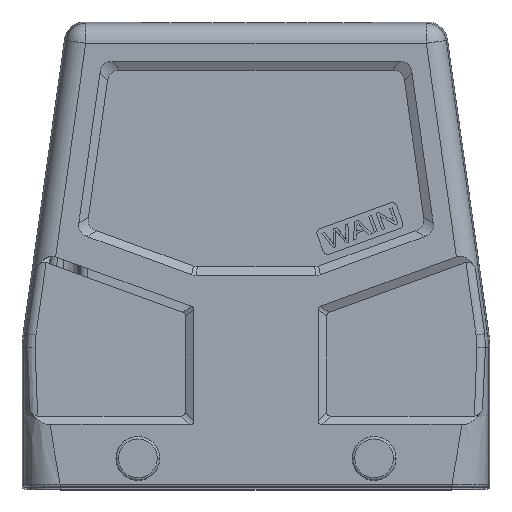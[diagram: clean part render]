
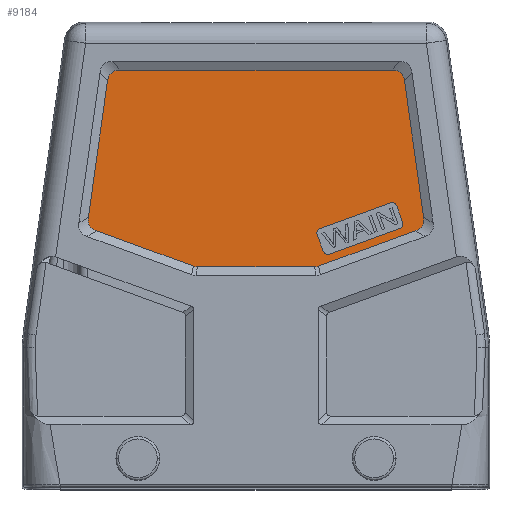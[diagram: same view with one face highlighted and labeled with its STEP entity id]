
A CAD part, top view. The second image highlights one B-rep face of the part: STEP entity #9184.
In plain terms, the highlighted planar face has unit normal (0, 0, 1).
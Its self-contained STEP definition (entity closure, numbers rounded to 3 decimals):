
#1178=DIRECTION('',(0.139,0.99,0.));
#1179=VECTOR('',#1178,27.719);
#1180=CARTESIAN_POINT('',(-33.7,7.667,40.25));
#1181=LINE('',#1180,#1179);
#1192=CARTESIAN_POINT('',(-29.843,35.116,40.25));
#1193=CARTESIAN_POINT('',(-29.742,35.833,40.25));
#1194=CARTESIAN_POINT('',(-29.202,36.879,40.25));
#1195=CARTESIAN_POINT('',(-28.091,37.268,40.25));
#1196=CARTESIAN_POINT('',(-27.367,37.268,40.25));
#1198=DIRECTION('',(1.,0.,0.));
#1199=VECTOR('',#1198,54.734);
#1200=CARTESIAN_POINT('',(-27.367,37.268,40.25));
#1201=LINE('',#1200,#1199);
#1210=DIRECTION('',(-0.94,-0.342,0.));
#1211=VECTOR('',#1210,15.);
#1212=CARTESIAN_POINT('',(28.879,5.401,40.25));
#1213=LINE('',#1212,#1211);
#1214=CARTESIAN_POINT('',(28.537,6.341,40.25));
#1215=DIRECTION('',(0.,0.,-1.));
#1216=DIRECTION('',(0.94,0.342,0.));
#1217=AXIS2_PLACEMENT_3D('',#1214,#1215,#1216);
#1219=DIRECTION('',(0.342,-0.94,0.));
#1220=VECTOR('',#1219,3.5);
#1221=CARTESIAN_POINT('',(28.279,9.972,40.25));
#1222=LINE('',#1221,#1220);
#1223=CARTESIAN_POINT('',(27.34,9.63,40.25));
#1224=DIRECTION('',(0.,0.,-1.));
#1225=DIRECTION('',(-0.342,0.94,0.));
#1226=AXIS2_PLACEMENT_3D('',#1223,#1224,#1225);
#1228=DIRECTION('',(0.94,0.342,0.));
#1229=VECTOR('',#1228,15.);
#1230=CARTESIAN_POINT('',(12.902,5.439,40.25));
#1231=LINE('',#1230,#1229);
#1232=CARTESIAN_POINT('',(13.244,4.499,40.25));
#1233=DIRECTION('',(0.,0.,-1.));
#1234=DIRECTION('',(-1.,0.,0.));
#1235=AXIS2_PLACEMENT_3D('',#1232,#1233,#1234);
#1237=CARTESIAN_POINT('',(13.244,4.499,40.25));
#1238=DIRECTION('',(0.,0.,-1.));
#1239=DIRECTION('',(-0.94,-0.342,0.));
#1240=AXIS2_PLACEMENT_3D('',#1237,#1238,#1239);
#1242=DIRECTION('',(-0.342,0.94,0.));
#1243=VECTOR('',#1242,3.5);
#1244=CARTESIAN_POINT('',(13.502,0.868,40.25));
#1245=LINE('',#1244,#1243);
#1246=CARTESIAN_POINT('',(14.441,1.21,40.25));
#1247=DIRECTION('',(0.,0.,-1.));
#1248=DIRECTION('',(0.342,-0.94,0.));
#1249=AXIS2_PLACEMENT_3D('',#1246,#1247,#1248);
#1255=DIRECTION('',(0.139,-0.99,0.));
#1256=VECTOR('',#1255,27.719);
#1257=CARTESIAN_POINT('',(29.843,35.116,40.25));
#1258=LINE('',#1257,#1256);
#1269=CARTESIAN_POINT('',(33.7,7.667,40.25));
#1270=CARTESIAN_POINT('',(33.794,6.999,40.25));
#1271=CARTESIAN_POINT('',(33.59,5.898,40.25));
#1272=CARTESIAN_POINT('',(32.714,5.2,40.25));
#1273=CARTESIAN_POINT('',(32.08,4.97,40.25));
#1279=DIRECTION('',(-0.94,-0.342,0.));
#1280=VECTOR('',#1279,20.72);
#1281=CARTESIAN_POINT('',(32.08,4.97,40.25));
#1282=LINE('',#1281,#1280);
#1292=CARTESIAN_POINT('',(12.609,-2.117,40.25));
#1293=CARTESIAN_POINT('',(12.333,-2.218,40.25));
#1294=CARTESIAN_POINT('',(12.048,-2.268,40.25));
#1295=CARTESIAN_POINT('',(11.754,-2.268,40.25));
#1301=DIRECTION('',(-1.,0.,0.));
#1302=VECTOR('',#1301,23.508);
#1303=CARTESIAN_POINT('',(11.754,-2.268,40.25));
#1304=LINE('',#1303,#1302);
#1314=CARTESIAN_POINT('',(-11.754,-2.268,40.25));
#1315=CARTESIAN_POINT('',(-12.048,-2.268,40.25));
#1316=CARTESIAN_POINT('',(-12.333,-2.218,40.25));
#1317=CARTESIAN_POINT('',(-12.609,-2.117,40.25));
#1323=DIRECTION('',(-0.94,0.342,0.));
#1324=VECTOR('',#1323,20.72);
#1325=CARTESIAN_POINT('',(-12.609,-2.117,40.25));
#1326=LINE('',#1325,#1324);
#1337=CARTESIAN_POINT('',(-32.08,4.97,40.25));
#1338=CARTESIAN_POINT('',(-32.714,5.2,40.25));
#1339=CARTESIAN_POINT('',(-33.59,5.898,40.25));
#1340=CARTESIAN_POINT('',(-33.794,6.999,40.25));
#1341=CARTESIAN_POINT('',(-33.7,7.667,40.25));
#1349=CARTESIAN_POINT('',(27.367,37.268,40.25));
#1350=CARTESIAN_POINT('',(28.091,37.268,40.25));
#1351=CARTESIAN_POINT('',(29.202,36.879,40.25));
#1352=CARTESIAN_POINT('',(29.742,35.833,40.25));
#1353=CARTESIAN_POINT('',(29.843,35.116,40.25));
#6563=CARTESIAN_POINT('',(29.843,35.116,40.25));
#6564=CARTESIAN_POINT('',(33.7,7.667,40.25));
#6565=VERTEX_POINT('',#6563);
#6566=VERTEX_POINT('',#6564);
#6567=VERTEX_POINT('',#1349);
#6568=CARTESIAN_POINT('',(-27.367,37.268,40.25));
#6569=VERTEX_POINT('',#6568);
#6570=VERTEX_POINT('',#1192);
#6571=CARTESIAN_POINT('',(-33.7,7.667,40.25));
#6572=VERTEX_POINT('',#6571);
#6573=VERTEX_POINT('',#1337);
#6574=CARTESIAN_POINT('',(-12.609,-2.117,40.25));
#6575=VERTEX_POINT('',#6574);
#6576=VERTEX_POINT('',#1314);
#6577=CARTESIAN_POINT('',(11.754,-2.268,40.25));
#6578=VERTEX_POINT('',#6577);
#6579=VERTEX_POINT('',#1292);
#6580=CARTESIAN_POINT('',(32.08,4.97,40.25));
#6581=VERTEX_POINT('',#6580);
#6582=CARTESIAN_POINT('',(28.879,5.401,40.25));
#6583=CARTESIAN_POINT('',(14.783,0.271,40.25));
#6584=VERTEX_POINT('',#6582);
#6585=VERTEX_POINT('',#6583);
#6586=CARTESIAN_POINT('',(13.502,0.868,40.25));
#6587=VERTEX_POINT('',#6586);
#6588=CARTESIAN_POINT('',(12.305,4.157,40.25));
#6589=VERTEX_POINT('',#6588);
#6590=CARTESIAN_POINT('',(12.244,4.499,40.25));
#6591=VERTEX_POINT('',#6590);
#6592=CARTESIAN_POINT('',(12.902,5.439,40.25));
#6593=VERTEX_POINT('',#6592);
#6594=CARTESIAN_POINT('',(26.998,10.569,40.25));
#6595=VERTEX_POINT('',#6594);
#6596=CARTESIAN_POINT('',(28.279,9.972,40.25));
#6597=VERTEX_POINT('',#6596);
#6598=CARTESIAN_POINT('',(29.477,6.683,40.25));
#6599=VERTEX_POINT('',#6598);
#9136=CARTESIAN_POINT('',(-37.089,-4.,40.25));
#9137=DIRECTION('',(0.,0.,1.));
#9138=DIRECTION('',(1.,0.,0.));
#9139=AXIS2_PLACEMENT_3D('',#9136,#9137,#9138);
#9140=PLANE('',#9139);
#9142=ORIENTED_EDGE('',*,*,#9141,.T.);
#9144=ORIENTED_EDGE('',*,*,#9143,.T.);
#9146=ORIENTED_EDGE('',*,*,#9145,.T.);
#9148=ORIENTED_EDGE('',*,*,#9147,.T.);
#9150=ORIENTED_EDGE('',*,*,#9149,.T.);
#9152=ORIENTED_EDGE('',*,*,#9151,.T.);
#9154=ORIENTED_EDGE('',*,*,#9153,.T.);
#9156=ORIENTED_EDGE('',*,*,#9155,.T.);
#9157=ORIENTED_EDGE('',*,*,#9101,.T.);
#9158=ORIENTED_EDGE('',*,*,#9116,.T.);
#9159=ORIENTED_EDGE('',*,*,#9127,.T.);
#9161=ORIENTED_EDGE('',*,*,#9160,.T.);
#9162=EDGE_LOOP('',(#9142,#9144,#9146,#9148,#9150,#9152,#9154,#9156,#9157,#9158,
#9159,#9161));
#9163=FACE_OUTER_BOUND('',#9162,.F.);
#9165=ORIENTED_EDGE('',*,*,#9164,.F.);
#9167=ORIENTED_EDGE('',*,*,#9166,.F.);
#9169=ORIENTED_EDGE('',*,*,#9168,.F.);
#9171=ORIENTED_EDGE('',*,*,#9170,.F.);
#9173=ORIENTED_EDGE('',*,*,#9172,.F.);
#9175=ORIENTED_EDGE('',*,*,#9174,.F.);
#9177=ORIENTED_EDGE('',*,*,#9176,.F.);
#9179=ORIENTED_EDGE('',*,*,#9178,.F.);
#9181=ORIENTED_EDGE('',*,*,#9180,.F.);
#9182=EDGE_LOOP('',(#9165,#9167,#9169,#9171,#9173,#9175,#9177,#9179,#9181));
#9183=FACE_BOUND('',#9182,.F.);
#1197=B_SPLINE_CURVE_WITH_KNOTS('',3,(#1192,#1193,#1194,#1195,#1196),
.UNSPECIFIED.,.F.,.F.,(4,1,4),(0.,0.5,1.),.UNSPECIFIED.);
#1218=CIRCLE('',#1217,1.);
#1227=CIRCLE('',#1226,1.);
#1236=CIRCLE('',#1235,1.);
#1241=CIRCLE('',#1240,1.);
#1250=CIRCLE('',#1249,1.);
#1274=B_SPLINE_CURVE_WITH_KNOTS('',3,(#1269,#1270,#1271,#1272,#1273),
.UNSPECIFIED.,.F.,.F.,(4,1,4),(0.,0.5,1.),.UNSPECIFIED.);
#1296=B_SPLINE_CURVE_WITH_KNOTS('',3,(#1292,#1293,#1294,#1295),.UNSPECIFIED.,
.F.,.F.,(4,4),(0.,1.),.UNSPECIFIED.);
#1318=B_SPLINE_CURVE_WITH_KNOTS('',3,(#1314,#1315,#1316,#1317),.UNSPECIFIED.,
.F.,.F.,(4,4),(0.,1.),.UNSPECIFIED.);
#1342=B_SPLINE_CURVE_WITH_KNOTS('',3,(#1337,#1338,#1339,#1340,#1341),
.UNSPECIFIED.,.F.,.F.,(4,1,4),(0.,0.5,1.),.UNSPECIFIED.);
#1354=B_SPLINE_CURVE_WITH_KNOTS('',3,(#1349,#1350,#1351,#1352,#1353),
.UNSPECIFIED.,.F.,.F.,(4,1,4),(0.,0.5,1.),.UNSPECIFIED.);
#9101=EDGE_CURVE('',#6572,#6570,#1181,.T.);
#9116=EDGE_CURVE('',#6570,#6569,#1197,.T.);
#9127=EDGE_CURVE('',#6569,#6567,#1201,.T.);
#9141=EDGE_CURVE('',#6565,#6566,#1258,.T.);
#9143=EDGE_CURVE('',#6566,#6581,#1274,.T.);
#9145=EDGE_CURVE('',#6581,#6579,#1282,.T.);
#9147=EDGE_CURVE('',#6579,#6578,#1296,.T.);
#9149=EDGE_CURVE('',#6578,#6576,#1304,.T.);
#9151=EDGE_CURVE('',#6576,#6575,#1318,.T.);
#9153=EDGE_CURVE('',#6575,#6573,#1326,.T.);
#9155=EDGE_CURVE('',#6573,#6572,#1342,.T.);
#9160=EDGE_CURVE('',#6567,#6565,#1354,.T.);
#9164=EDGE_CURVE('',#6584,#6585,#1213,.T.);
#9166=EDGE_CURVE('',#6599,#6584,#1218,.T.);
#9168=EDGE_CURVE('',#6597,#6599,#1222,.T.);
#9170=EDGE_CURVE('',#6595,#6597,#1227,.T.);
#9172=EDGE_CURVE('',#6593,#6595,#1231,.T.);
#9174=EDGE_CURVE('',#6591,#6593,#1236,.T.);
#9176=EDGE_CURVE('',#6589,#6591,#1241,.T.);
#9178=EDGE_CURVE('',#6587,#6589,#1245,.T.);
#9180=EDGE_CURVE('',#6585,#6587,#1250,.T.);
#9184=ADVANCED_FACE('',(#9163,#9183),#9140,.T.);
